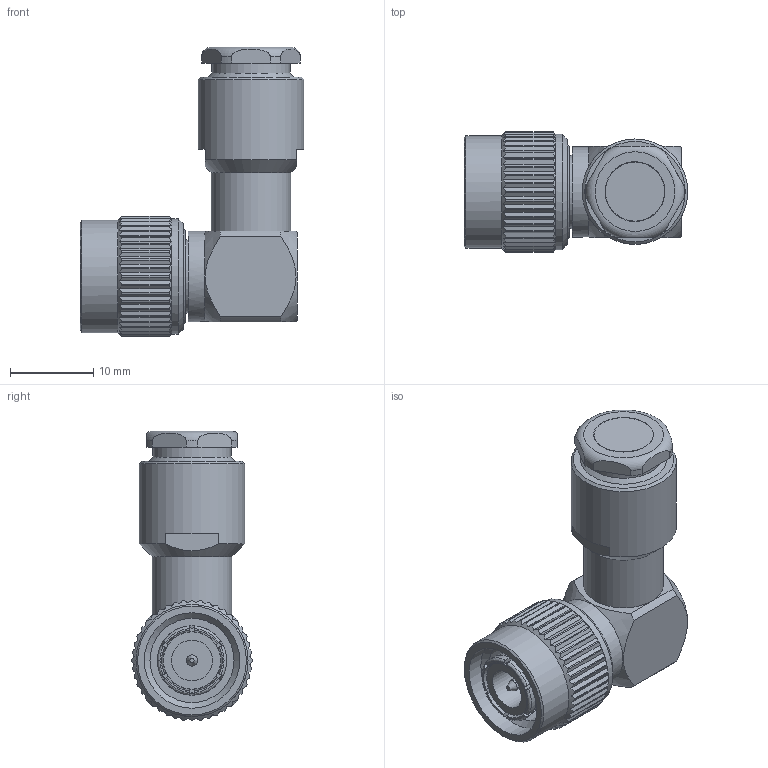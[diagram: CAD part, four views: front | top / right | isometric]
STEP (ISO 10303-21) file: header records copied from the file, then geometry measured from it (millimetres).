
FILE_DESCRIPTION (( 'STEP AP203' ), '1' );
FILE_NAME ('R143.156.000V.STEP', '2012-04-02T02:03:23', ( 'Radiall' ), ( 'Radiall' ), 'SwSTEP 2.0', 'SolidWorks 2011', '' );
FILE_SCHEMA (( 'CONFIG_CONTROL_DESIGN' ));
Length unit declared in the file: millimetre
Products named in the file (1): R143.156.000V
Bounding box: 26.9 x 14.5 x 34.85 mm (x, y, z)
Volume: 5168.1 mm3; surface area: 3172.9 mm2
Topology: 1 solids, 1 shells, 298 faces, 848 edges, 564 vertices
Faces by surface type: plane 172, cylinder 69, cone 47, bspline 9, torus 1
Full cylindrical faces by diameter (mm): 1.37 x1, 4.9 x1, 6.9 x1, 7.114 x1, 8 x1, 8.8 x1, 9.4 x1, 9.6 x1, 10.13 x1, 10.159 x1, 10.85 x1, 11.5 x1, 12.7 x1, 13.5 x1, 13.9 x1
Entity records: 10063 total; most frequent: CARTESIAN_POINT 2841, ORIENTED_EDGE 1584, DIRECTION 1353, EDGE_CURVE 792, VERTEX_POINT 541, AXIS2_PLACEMENT_3D 537, EDGE_LOOP 341, FACE_OUTER_BOUND 313
